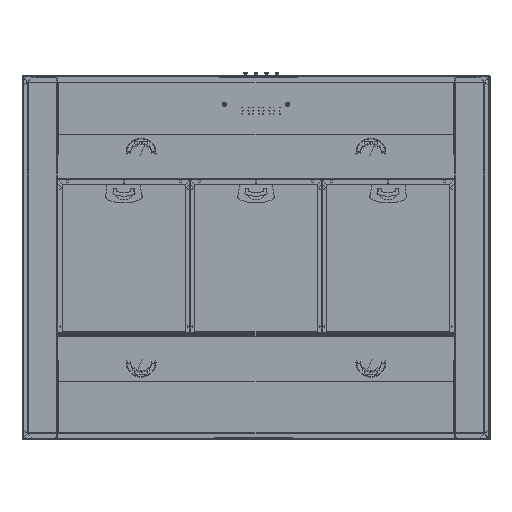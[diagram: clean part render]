
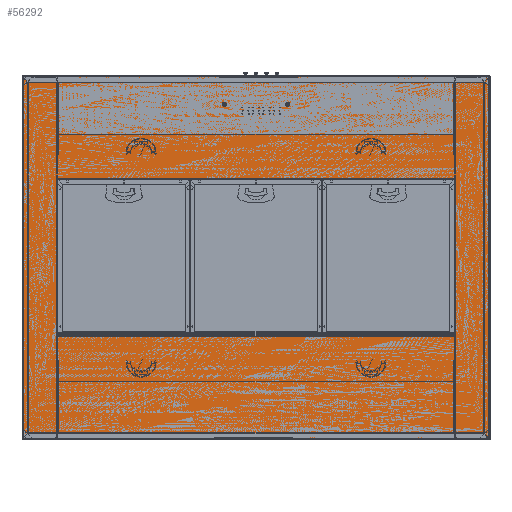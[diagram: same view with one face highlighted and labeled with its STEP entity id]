
A CAD part, front view. The second image highlights one B-rep face of the part: STEP entity #56292.
In plain terms, the highlighted planar face has unit normal (0, -1, 0).
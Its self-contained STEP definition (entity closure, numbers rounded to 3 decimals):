
#56147=DIRECTION('',(1.,0.,0.));
#56148=VECTOR('',#56147,876.787);
#56149=CARTESIAN_POINT('',(-438.393,-20.,349.));
#56150=LINE('',#56149,#56148);
#56151=DIRECTION('',(0.707,0.,-0.707));
#56152=VECTOR('',#56151,15.);
#56153=CARTESIAN_POINT('',(438.393,-20.,349.));
#56154=LINE('',#56153,#56152);
#56155=DIRECTION('',(0.,0.,-1.));
#56156=VECTOR('',#56155,676.787);
#56157=CARTESIAN_POINT('',(449.,-20.,338.393));
#56158=LINE('',#56157,#56156);
#56159=DIRECTION('',(-0.707,0.,-0.707));
#56160=VECTOR('',#56159,15.);
#56161=CARTESIAN_POINT('',(449.,-20.,-338.393));
#56162=LINE('',#56161,#56160);
#56163=DIRECTION('',(-1.,0.,0.));
#56164=VECTOR('',#56163,876.787);
#56165=CARTESIAN_POINT('',(438.393,-20.,-349.));
#56166=LINE('',#56165,#56164);
#56167=DIRECTION('',(-0.707,0.,0.707));
#56168=VECTOR('',#56167,15.);
#56169=CARTESIAN_POINT('',(-438.393,-20.,-349.));
#56170=LINE('',#56169,#56168);
#56171=DIRECTION('',(0.,0.,1.));
#56172=VECTOR('',#56171,676.787);
#56173=CARTESIAN_POINT('',(-449.,-20.,-338.393));
#56174=LINE('',#56173,#56172);
#56175=DIRECTION('',(0.707,0.,0.707));
#56176=VECTOR('',#56175,15.);
#56177=CARTESIAN_POINT('',(-449.,-20.,338.393));
#56178=LINE('',#56177,#56176);
#56179=DIRECTION('',(1.,0.,0.));
#56180=VECTOR('',#56179,761.);
#56181=CARTESIAN_POINT('',(-380.5,-20.,-151.));
#56182=LINE('',#56181,#56180);
#56183=DIRECTION('',(0.,0.,1.));
#56184=VECTOR('',#56183,302.);
#56185=CARTESIAN_POINT('',(380.5,-20.,-151.));
#56186=LINE('',#56185,#56184);
#56187=DIRECTION('',(-1.,0.,0.));
#56188=VECTOR('',#56187,761.);
#56189=CARTESIAN_POINT('',(380.5,-20.,151.));
#56190=LINE('',#56189,#56188);
#56191=DIRECTION('',(0.,0.,-1.));
#56192=VECTOR('',#56191,302.);
#56193=CARTESIAN_POINT('',(-380.5,-20.,151.));
#56194=LINE('',#56193,#56192);
#56227=CARTESIAN_POINT('',(438.393,-20.,349.));
#56228=CARTESIAN_POINT('',(-438.393,-20.,349.));
#56229=VERTEX_POINT('',#56227);
#56230=VERTEX_POINT('',#56228);
#56231=CARTESIAN_POINT('',(-449.,-20.,338.393));
#56232=VERTEX_POINT('',#56231);
#56233=CARTESIAN_POINT('',(-449.,-20.,-338.393));
#56234=VERTEX_POINT('',#56233);
#56235=CARTESIAN_POINT('',(-438.393,-20.,-349.));
#56236=VERTEX_POINT('',#56235);
#56237=CARTESIAN_POINT('',(438.393,-20.,-349.));
#56238=VERTEX_POINT('',#56237);
#56239=CARTESIAN_POINT('',(449.,-20.,-338.393));
#56240=VERTEX_POINT('',#56239);
#56241=CARTESIAN_POINT('',(449.,-20.,338.393));
#56242=VERTEX_POINT('',#56241);
#56251=CARTESIAN_POINT('',(-380.5,-20.,-151.));
#56252=CARTESIAN_POINT('',(380.5,-20.,-151.));
#56253=VERTEX_POINT('',#56251);
#56254=VERTEX_POINT('',#56252);
#56255=CARTESIAN_POINT('',(380.5,-20.,151.));
#56256=VERTEX_POINT('',#56255);
#56257=CARTESIAN_POINT('',(-380.5,-20.,151.));
#56258=VERTEX_POINT('',#56257);
#56259=CARTESIAN_POINT('',(0.,-20.,0.));
#56260=DIRECTION('',(0.,-1.,0.));
#56261=DIRECTION('',(1.,0.,0.));
#56262=AXIS2_PLACEMENT_3D('',#56259,#56260,#56261);
#56263=PLANE('',#56262);
#56265=ORIENTED_EDGE('',*,*,#56264,.T.);
#56267=ORIENTED_EDGE('',*,*,#56266,.T.);
#56269=ORIENTED_EDGE('',*,*,#56268,.T.);
#56271=ORIENTED_EDGE('',*,*,#56270,.T.);
#56273=ORIENTED_EDGE('',*,*,#56272,.T.);
#56275=ORIENTED_EDGE('',*,*,#56274,.T.);
#56277=ORIENTED_EDGE('',*,*,#56276,.T.);
#56279=ORIENTED_EDGE('',*,*,#56278,.T.);
#56280=EDGE_LOOP('',(#56265,#56267,#56269,#56271,#56273,#56275,#56277,#56279));
#56281=FACE_OUTER_BOUND('',#56280,.F.);
#56283=ORIENTED_EDGE('',*,*,#56282,.T.);
#56285=ORIENTED_EDGE('',*,*,#56284,.T.);
#56287=ORIENTED_EDGE('',*,*,#56286,.T.);
#56289=ORIENTED_EDGE('',*,*,#56288,.T.);
#56290=EDGE_LOOP('',(#56283,#56285,#56287,#56289));
#56291=FACE_BOUND('',#56290,.F.);
#56292=ADVANCED_FACE('',(#56281,#56291),#56263,.T.);
#56264=EDGE_CURVE('',#56230,#56229,#56150,.T.);
#56266=EDGE_CURVE('',#56229,#56242,#56154,.T.);
#56268=EDGE_CURVE('',#56242,#56240,#56158,.T.);
#56270=EDGE_CURVE('',#56240,#56238,#56162,.T.);
#56272=EDGE_CURVE('',#56238,#56236,#56166,.T.);
#56274=EDGE_CURVE('',#56236,#56234,#56170,.T.);
#56276=EDGE_CURVE('',#56234,#56232,#56174,.T.);
#56278=EDGE_CURVE('',#56232,#56230,#56178,.T.);
#56282=EDGE_CURVE('',#56253,#56254,#56182,.T.);
#56284=EDGE_CURVE('',#56254,#56256,#56186,.T.);
#56286=EDGE_CURVE('',#56256,#56258,#56190,.T.);
#56288=EDGE_CURVE('',#56258,#56253,#56194,.T.);
